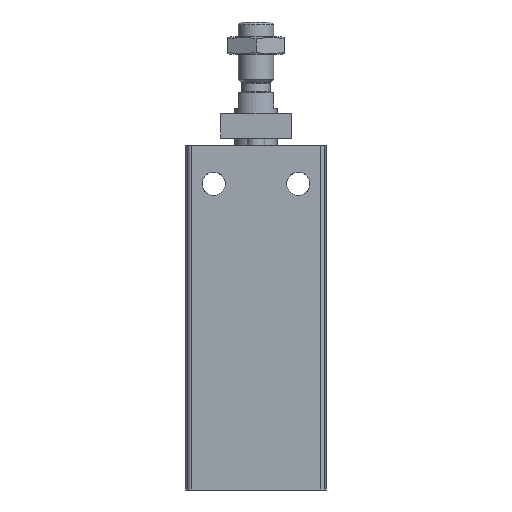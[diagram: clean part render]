
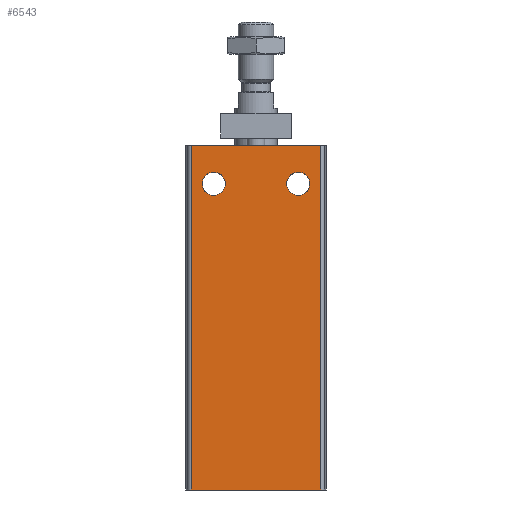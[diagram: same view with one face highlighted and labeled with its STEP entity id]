
A CAD part, front view. The second image highlights one B-rep face of the part: STEP entity #6543.
In plain terms, the highlighted planar face has unit normal (0, -1, 0).
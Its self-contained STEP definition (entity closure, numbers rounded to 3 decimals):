
#142=PLANE('',#7021);
#453=LINE('',#9860,#839);
#464=LINE('',#9912,#850);
#477=LINE('',#9954,#863);
#478=LINE('',#9955,#864);
#839=VECTOR('',#8023,1000.);
#850=VECTOR('',#8070,1000.);
#863=VECTOR('',#8111,1000.);
#864=VECTOR('',#8112,1000.);
#998=CIRCLE('',#6748,3.3);
#1070=CIRCLE('',#6898,3.3);
#1900=ORIENTED_EDGE('',*,*,#2673,.F.);
#1901=ORIENTED_EDGE('',*,*,#2927,.F.);
#1902=ORIENTED_EDGE('',*,*,#3063,.T.);
#1903=ORIENTED_EDGE('',*,*,#3116,.T.);
#1904=ORIENTED_EDGE('',*,*,#3091,.F.);
#1905=ORIENTED_EDGE('',*,*,#3117,.F.);
#2673=EDGE_CURVE('',#3379,#3379,#998,.T.);
#2927=EDGE_CURVE('',#3573,#3573,#1070,.T.);
#3063=EDGE_CURVE('',#3677,#3676,#453,.T.);
#3091=EDGE_CURVE('',#3699,#3700,#464,.T.);
#3116=EDGE_CURVE('',#3676,#3700,#477,.T.);
#3117=EDGE_CURVE('',#3677,#3699,#478,.T.);
#3379=VERTEX_POINT('',#8858);
#3573=VERTEX_POINT('',#9517);
#3676=VERTEX_POINT('',#9859);
#3677=VERTEX_POINT('',#9861);
#3699=VERTEX_POINT('',#9911);
#3700=VERTEX_POINT('',#9913);
#4072=EDGE_LOOP('',(#1900));
#4073=EDGE_LOOP('',(#1901));
#4074=EDGE_LOOP('',(#1902,#1903,#1904,#1905));
#4466=FACE_BOUND('',#4072,.T.);
#4467=FACE_BOUND('',#4073,.T.);
#4468=FACE_BOUND('',#4074,.T.);
#6543=ADVANCED_FACE('',(#4466,#4467,#4468),#142,.T.);
#6748=AXIS2_PLACEMENT_3D('',#8857,#7312,#7313);
#6898=AXIS2_PLACEMENT_3D('',#9516,#7767,#7768);
#7021=AXIS2_PLACEMENT_3D('',#9953,#8109,#8110);
#7312=DIRECTION('',(0.,-1.,0.));
#7313=DIRECTION('',(0.,0.,-1.));
#7767=DIRECTION('',(0.,-1.,0.));
#7768=DIRECTION('',(0.,0.,-1.));
#8023=DIRECTION('',(1.,0.,0.));
#8070=DIRECTION('',(1.,0.,0.));
#8109=DIRECTION('',(0.,-1.,0.));
#8110=DIRECTION('',(0.,0.,-1.));
#8111=DIRECTION('',(0.,0.,1.));
#8112=DIRECTION('',(0.,0.,1.));
#8857=CARTESIAN_POINT('',(-12.,-31.,-11.));
#8858=CARTESIAN_POINT('',(-12.,-31.,-14.3));
#9516=CARTESIAN_POINT('',(12.,-31.,-11.));
#9517=CARTESIAN_POINT('',(12.,-31.,-14.3));
#9859=CARTESIAN_POINT('',(18.411,-31.,-98.));
#9860=CARTESIAN_POINT('',(-20.,-31.,-98.));
#9861=CARTESIAN_POINT('',(-18.411,-31.,-98.));
#9911=CARTESIAN_POINT('',(-18.411,-31.,0.));
#9912=CARTESIAN_POINT('',(-20.,-31.,0.));
#9913=CARTESIAN_POINT('',(18.411,-31.,0.));
#9953=CARTESIAN_POINT('',(-20.,-31.,-98.));
#9954=CARTESIAN_POINT('',(18.411,-31.,-98.));
#9955=CARTESIAN_POINT('',(-18.411,-31.,-98.));
